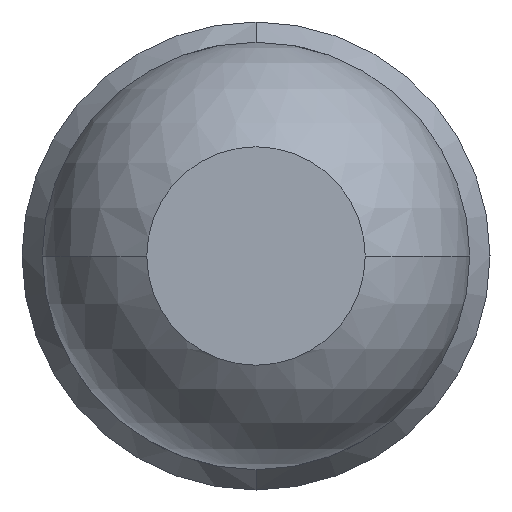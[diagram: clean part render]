
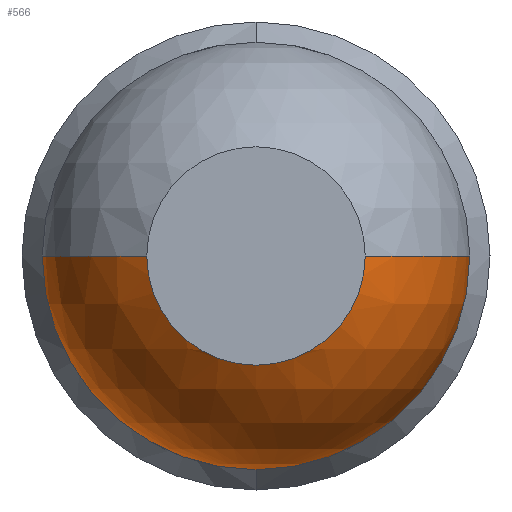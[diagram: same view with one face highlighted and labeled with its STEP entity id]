
A CAD part, front view. The second image highlights one B-rep face of the part: STEP entity #566.
In plain terms, the highlighted spherical face has radius 0.685 mm.
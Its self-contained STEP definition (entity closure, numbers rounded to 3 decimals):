
#1 = DIRECTION ( 'NONE',  ( 0., 1., 0. ) ) ;
#21 = CARTESIAN_POINT ( 'NONE',  ( 0., -26.411, 0. ) ) ;
#37 = SPHERICAL_SURFACE ( 'NONE', #4183, 0.685 ) ;
#210 = CARTESIAN_POINT ( 'NONE',  ( 0., -27., 0. ) ) ;
#328 = DIRECTION ( 'NONE',  ( 0., 0., -1. ) ) ;
#476 = EDGE_CURVE ( 'NONE', #1845, #3669, #3193, .T. ) ;
#566 = ADVANCED_FACE ( 'Defeature ausgef�hrt2_4', ( #805 ), #37, .T. ) ;
#598 = ORIENTED_EDGE ( 'NONE', *, *, #2337, .T. ) ;
#637 = CARTESIAN_POINT ( 'NONE',  ( -0.685, -26.411, 0. ) ) ;
#681 = CARTESIAN_POINT ( 'NONE',  ( 0., -26.411, 0. ) ) ;
#743 = EDGE_CURVE ( 'Defeature ausgef�hrt2_5+Defeature ausgef�hrt2_4+Defeature ausgef�hrt2_4+Defeature ausgef�hrt2_4', #3669, #903, #2552, .T. ) ;
#786 = AXIS2_PLACEMENT_3D ( 'NONE', #2384, #1038, #4349 ) ;
#805 = FACE_OUTER_BOUND ( 'NONE', #933, .T. ) ;
#830 = ORIENTED_EDGE ( 'NONE', *, *, #1558, .F. ) ;
#836 = DIRECTION ( 'NONE',  ( 0., -1., 0. ) ) ;
#882 = CARTESIAN_POINT ( 'NONE',  ( -0.35, -27., 0. ) ) ;
#902 = CARTESIAN_POINT ( 'NONE',  ( 0., -26.411, 0. ) ) ;
#903 = VERTEX_POINT ( 'NONE', #1446 ) ;
#933 = EDGE_LOOP ( 'NONE', ( #3038, #598, #3938, #2342, #2833, #830 ) ) ;
#992 = DIRECTION ( 'NONE',  ( 0., 1., 0. ) ) ;
#1038 = DIRECTION ( 'NONE',  ( 0., 0., 1. ) ) ;
#1130 = CIRCLE ( 'NONE', #1259, 0.685 ) ;
#1259 = AXIS2_PLACEMENT_3D ( 'NONE', #681, #992, #3714 ) ;
#1446 = CARTESIAN_POINT ( 'NONE',  ( 0., -26.411, -0.685 ) ) ;
#1478 = EDGE_CURVE ( 'Defeature ausgef�hrt2_5+Defeature ausgef�hrt2_4+Defeature ausgef�hrt2_4+Defeature ausgef�hrt2_4', #903, #3043, #1130, .T. ) ;
#1531 = VERTEX_POINT ( 'NONE', #3325 ) ;
#1558 = EDGE_CURVE ( 'Defeature ausgef�hrt2_11+Defeature ausgef�hrt2_4+Defeature ausgef�hrt2_4+Defeature ausgef�hrt2_4', #1531, #1845, #2819, .T. ) ;
#1570 = CARTESIAN_POINT ( 'NONE',  ( 0., -26.411, 0. ) ) ;
#1753 = AXIS2_PLACEMENT_3D ( 'NONE', #902, #1, #3951 ) ;
#1845 = VERTEX_POINT ( 'NONE', #2593 ) ;
#2337 = EDGE_CURVE ( 'NONE', #4282, #3043, #4128, .T. ) ;
#2342 = ORIENTED_EDGE ( 'NONE', *, *, #743, .F. ) ;
#2384 = CARTESIAN_POINT ( 'NONE',  ( 0., -26.411, 0. ) ) ;
#2552 = CIRCLE ( 'NONE', #1753, 0.685 ) ;
#2577 = DIRECTION ( 'NONE',  ( -1., 0., 0. ) ) ;
#2589 = DIRECTION ( 'NONE',  ( 0., 0., -1. ) ) ;
#2593 = CARTESIAN_POINT ( 'NONE',  ( 0.35, -27., 0. ) ) ;
#2597 = AXIS2_PLACEMENT_3D ( 'NONE', #2701, #3339, #328 ) ;
#2701 = CARTESIAN_POINT ( 'NONE',  ( 0., -27., 0. ) ) ;
#2763 = DIRECTION ( 'NONE',  ( 0., 0., -1. ) ) ;
#2819 = CIRCLE ( 'NONE', #2597, 0.35 ) ;
#2833 = ORIENTED_EDGE ( 'NONE', *, *, #476, .F. ) ;
#3038 = ORIENTED_EDGE ( 'NONE', *, *, #3667, .F. ) ;
#3043 = VERTEX_POINT ( 'NONE', #637 ) ;
#3169 = CIRCLE ( 'NONE', #3312, 0.35 ) ;
#3193 = CIRCLE ( 'NONE', #786, 0.685 ) ;
#3312 = AXIS2_PLACEMENT_3D ( 'NONE', #210, #836, #4259 ) ;
#3325 = CARTESIAN_POINT ( 'NONE',  ( 0., -27., -0.35 ) ) ;
#3339 = DIRECTION ( 'NONE',  ( 0., -1., 0. ) ) ;
#3464 = DIRECTION ( 'NONE',  ( 1., 0., 0. ) ) ;
#3667 = EDGE_CURVE ( 'Defeature ausgef�hrt2_11+Defeature ausgef�hrt2_4+Defeature ausgef�hrt2_4+Defeature ausgef�hrt2_4', #4282, #1531, #3169, .T. ) ;
#3669 = VERTEX_POINT ( 'NONE', #3908 ) ;
#3714 = DIRECTION ( 'NONE',  ( 0., 0., 1. ) ) ;
#3908 = CARTESIAN_POINT ( 'NONE',  ( 0.685, -26.411, 0. ) ) ;
#3919 = AXIS2_PLACEMENT_3D ( 'NONE', #1570, #2589, #2577 ) ;
#3938 = ORIENTED_EDGE ( 'NONE', *, *, #1478, .F. ) ;
#3951 = DIRECTION ( 'NONE',  ( 0., 0., 1. ) ) ;
#4128 = CIRCLE ( 'NONE', #3919, 0.685 ) ;
#4183 = AXIS2_PLACEMENT_3D ( 'NONE', #21, #2763, #3464 ) ;
#4259 = DIRECTION ( 'NONE',  ( 0., 0., -1. ) ) ;
#4282 = VERTEX_POINT ( 'NONE', #882 ) ;
#4349 = DIRECTION ( 'NONE',  ( 1., 0., 0. ) ) ;
